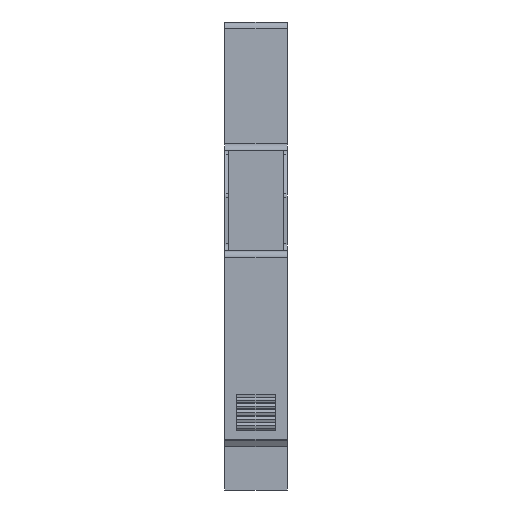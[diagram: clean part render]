
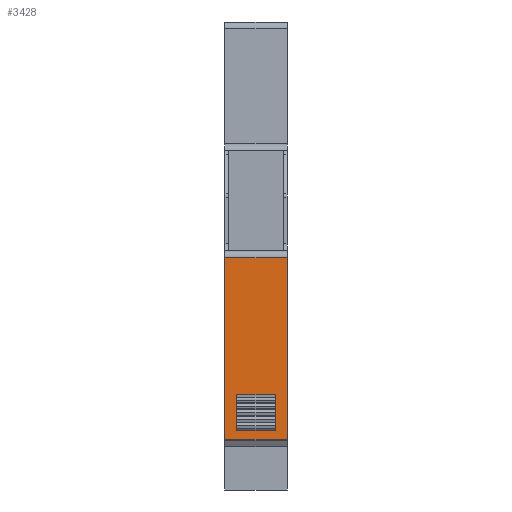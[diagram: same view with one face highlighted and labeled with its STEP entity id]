
A CAD part, front view. The second image highlights one B-rep face of the part: STEP entity #3428.
In plain terms, the highlighted planar face has unit normal (0, -1, 0).
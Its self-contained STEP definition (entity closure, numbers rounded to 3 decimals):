
#436=PLANE($,#3668);
#582=FACE_OUTER_BOUND($,#750,.T.);
#750=EDGE_LOOP($,(#2891,#2892,#2893,#2894));
#1000=LINE($,#5358,#1364);
#1001=LINE($,#5361,#1365);
#1002=LINE($,#5363,#1366);
#1003=LINE($,#5364,#1367);
#1364=VECTOR($,#4339,9.);
#1365=VECTOR($,#4342,26.254);
#1366=VECTOR($,#4343,26.254);
#1367=VECTOR($,#4344,9.);
#1884=VERTEX_POINT($,#5354);
#1885=VERTEX_POINT($,#5356);
#1886=VERTEX_POINT($,#5360);
#1887=VERTEX_POINT($,#5362);
#2254=EDGE_CURVE($,#1884,#1885,#1000,.T.);
#2255=EDGE_CURVE($,#1886,#1884,#1001,.T.);
#2256=EDGE_CURVE($,#1887,#1885,#1002,.T.);
#2257=EDGE_CURVE($,#1886,#1887,#1003,.T.);
#2891=ORIENTED_EDGE($,*,*,#2255,.T.);
#2892=ORIENTED_EDGE($,*,*,#2254,.T.);
#2893=ORIENTED_EDGE($,*,*,#2256,.F.);
#2894=ORIENTED_EDGE($,*,*,#2257,.F.);
#3428=ADVANCED_FACE($,(#582),#436,.T.);
#3668=AXIS2_PLACEMENT_3D($,#5359,#4340,#4341);
#4339=DIRECTION($,(-1.,0.,0.));
#4340=DIRECTION('center_axis',(0.,-1.,0.));
#4341=DIRECTION('ref_axis',(0.,0.,1.));
#4342=DIRECTION($,(0.,0.,1.));
#4343=DIRECTION($,(0.,0.,1.));
#4344=DIRECTION($,(-1.,0.,0.));
#5354=CARTESIAN_POINT('',(9.,-45.,28.124));
#5356=CARTESIAN_POINT('',(0.,-45.,28.124));
#5358=CARTESIAN_POINT($,(9.,-45.,28.124));
#5359=CARTESIAN_POINT('Origin',(9.,-45.,1.87));
#5360=CARTESIAN_POINT('',(9.,-45.,1.87));
#5361=CARTESIAN_POINT($,(9.,-45.,1.87));
#5362=CARTESIAN_POINT('',(0.,-45.,1.87));
#5363=CARTESIAN_POINT($,(0.,-45.,1.87));
#5364=CARTESIAN_POINT($,(9.,-45.,1.87));
